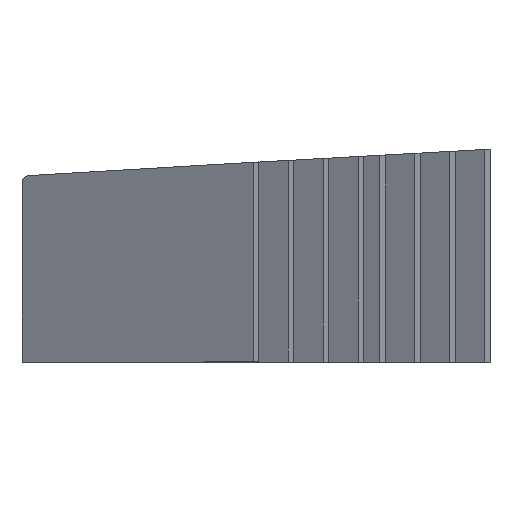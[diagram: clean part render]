
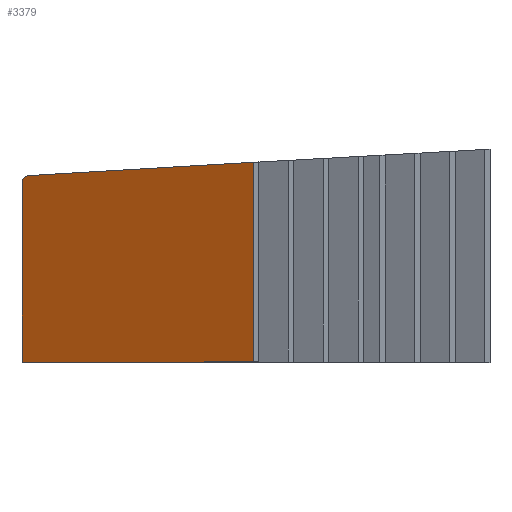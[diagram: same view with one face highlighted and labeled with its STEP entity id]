
A CAD part, top view. The second image highlights one B-rep face of the part: STEP entity #3379.
In plain terms, the highlighted planar face has unit normal (-0.526, 0, 0.851).
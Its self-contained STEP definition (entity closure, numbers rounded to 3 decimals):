
#3015 = PLANE('',#3016);
#3016 = AXIS2_PLACEMENT_3D('',#3017,#3018,#3019);
#3017 = CARTESIAN_POINT('',(5.571,-95.645,0.));
#3018 = DIRECTION('',(0.058,-0.998,0.));
#3019 = DIRECTION('',(0.,0.,-1.));
#3043 = CYLINDRICAL_SURFACE('',#3044,23.);
#3044 = AXIS2_PLACEMENT_3D('',#3045,#3046,#3047);
#3045 = CARTESIAN_POINT('',(10972.624,520.074,
    3879.716));
#3046 = DIRECTION('',(0.525,0.031,-0.85)
  );
#3047 = DIRECTION('',(-0.058,0.998,
    0.));
#3076 = PLANE('',#3077);
#3077 = AXIS2_PLACEMENT_3D('',#3078,#3079,#3080);
#3078 = CARTESIAN_POINT('',(9655.324,0.,5967.381));
#3079 = DIRECTION('',(0.851,0.,0.526));
#3080 = DIRECTION('',(0.,-1.,0.));
#3102 = PLANE('',#3103);
#3103 = AXIS2_PLACEMENT_3D('',#3104,#3105,#3106);
#3104 = CARTESIAN_POINT('',(0.,0.,-7500.));
#3105 = DIRECTION('',(0.,-1.,-0.));
#3106 = DIRECTION('',(1.,0.,0.));
#3126 = PLANE('',#3127);
#3127 = AXIS2_PLACEMENT_3D('',#3128,#3129,#3130);
#3128 = CARTESIAN_POINT('',(8612.481,-45.193,
    9172.593));
#3129 = DIRECTION('',(0.851,0.,0.526));
#3130 = DIRECTION('',(0.,-1.,0.));
#3142 = VERTEX_POINT('',#3143);
#3143 = CARTESIAN_POINT('',(11705.21,585.781,
    4168.505));
#3162 = EDGE_CURVE('',#3163,#3142,#3165,.T.);
#3163 = VERTEX_POINT('',#3164);
#3164 = CARTESIAN_POINT('',(11044.99,547.328,
    3760.462));
#3165 = SURFACE_CURVE('',#3166,(#3170,#3176),.PCURVE_S1.);
#3166 = LINE('',#3167,#3168);
#3167 = CARTESIAN_POINT('',(6188.056,264.444,
    758.68));
#3168 = VECTOR('',#3169,1.);
#3169 = DIRECTION('',(0.85,0.049,0.525)
  );
#3170 = PCURVE('',#3015,#3171);
#3171 = DEFINITIONAL_REPRESENTATION('',(#3172),#3175);
#3172 = B_SPLINE_CURVE_WITH_KNOTS('',1,(#3173,#3174),.UNSPECIFIED.,.F.,
  .F.,(2,2),(5462.784,7159.724),
  .PIECEWISE_BEZIER_KNOTS.);
#3173 = CARTESIAN_POINT('',(-3627.139,10842.043));
#3174 = CARTESIAN_POINT('',(-4518.187,12286.217));
#3175 = ( GEOMETRIC_REPRESENTATION_CONTEXT(2) 
PARAMETRIC_REPRESENTATION_CONTEXT() REPRESENTATION_CONTEXT('2D SPACE',''
  ) );
#3176 = PCURVE('',#3177,#3182);
#3177 = PLANE('',#3178);
#3178 = AXIS2_PLACEMENT_3D('',#3179,#3180,#3181);
#3179 = CARTESIAN_POINT('',(11026.393,22.278,
    3748.968));
#3180 = DIRECTION('',(-0.526,0.,0.851));
#3181 = DIRECTION('',(0.851,0.,0.526));
#3182 = DEFINITIONAL_REPRESENTATION('',(#3183),#3186);
#3183 = B_SPLINE_CURVE_WITH_KNOTS('',1,(#3184,#3185),.UNSPECIFIED.,.F.,
  .F.,(2,2),(5462.784,7159.724),
  .PIECEWISE_BEZIER_KNOTS.);
#3184 = CARTESIAN_POINT('',(-231.732,512.486));
#3185 = CARTESIAN_POINT('',(1463.129,596.458));
#3186 = ( GEOMETRIC_REPRESENTATION_CONTEXT(2) 
PARAMETRIC_REPRESENTATION_CONTEXT() REPRESENTATION_CONTEXT('2D SPACE',''
  ) );
#3213 = VERTEX_POINT('',#3214);
#3214 = CARTESIAN_POINT('',(11705.21,0.,4168.505));
#3235 = EDGE_CURVE('',#3213,#3142,#3236,.T.);
#3236 = SURFACE_CURVE('',#3237,(#3241,#3247),.PCURVE_S1.);
#3237 = LINE('',#3238,#3239);
#3238 = CARTESIAN_POINT('',(11705.21,-11.458,
    4168.505));
#3239 = VECTOR('',#3240,1.);
#3240 = DIRECTION('',(0.,1.,-0.));
#3241 = PCURVE('',#3126,#3242);
#3242 = DEFINITIONAL_REPRESENTATION('',(#3243),#3246);
#3243 = B_SPLINE_CURVE_WITH_KNOTS('',1,(#3244,#3245),.UNSPECIFIED.,.F.,
  .F.,(2,2),(-627.072,759.285),.PIECEWISE_BEZIER_KNOTS.);
#3244 = CARTESIAN_POINT('',(593.337,5882.676));
#3245 = CARTESIAN_POINT('',(-793.02,5882.676));
#3246 = ( GEOMETRIC_REPRESENTATION_CONTEXT(2) 
PARAMETRIC_REPRESENTATION_CONTEXT() REPRESENTATION_CONTEXT('2D SPACE',''
  ) );
#3247 = PCURVE('',#3177,#3248);
#3248 = DEFINITIONAL_REPRESENTATION('',(#3249),#3252);
#3249 = B_SPLINE_CURVE_WITH_KNOTS('',1,(#3250,#3251),.UNSPECIFIED.,.F.,
  .F.,(2,2),(-627.072,759.285),.PIECEWISE_BEZIER_KNOTS.);
#3250 = CARTESIAN_POINT('',(798.,-660.807));
#3251 = CARTESIAN_POINT('',(798.,725.55));
#3252 = ( GEOMETRIC_REPRESENTATION_CONTEXT(2) 
PARAMETRIC_REPRESENTATION_CONTEXT() REPRESENTATION_CONTEXT('2D SPACE',''
  ) );
#3258 = VERTEX_POINT('',#3259);
#3259 = CARTESIAN_POINT('',(11026.393,0.,3748.968));
#3280 = EDGE_CURVE('',#3258,#3213,#3281,.T.);
#3281 = SURFACE_CURVE('',#3282,(#3286,#3292),.PCURVE_S1.);
#3282 = LINE('',#3283,#3284);
#3283 = CARTESIAN_POINT('',(4521.672,0.,-271.213));
#3284 = VECTOR('',#3285,1.);
#3285 = DIRECTION('',(0.851,0.,0.526));
#3286 = PCURVE('',#3102,#3287);
#3287 = DEFINITIONAL_REPRESENTATION('',(#3288),#3291);
#3288 = B_SPLINE_CURVE_WITH_KNOTS('',1,(#3289,#3290),.UNSPECIFIED.,.F.,
  .F.,(2,2),(7566.98,8524.58),
  .PIECEWISE_BEZIER_KNOTS.);
#3289 = CARTESIAN_POINT('',(10958.511,11207.015));
#3290 = CARTESIAN_POINT('',(11773.092,11710.459));
#3291 = ( GEOMETRIC_REPRESENTATION_CONTEXT(2) 
PARAMETRIC_REPRESENTATION_CONTEXT() REPRESENTATION_CONTEXT('2D SPACE',''
  ) );
#3292 = PCURVE('',#3177,#3293);
#3293 = DEFINITIONAL_REPRESENTATION('',(#3294),#3297);
#3294 = B_SPLINE_CURVE_WITH_KNOTS('',1,(#3295,#3296),.UNSPECIFIED.,.F.,
  .F.,(2,2),(7566.98,8524.58),
  .PIECEWISE_BEZIER_KNOTS.);
#3295 = CARTESIAN_POINT('',(-79.8,-22.278));
#3296 = CARTESIAN_POINT('',(877.8,-22.278));
#3297 = ( GEOMETRIC_REPRESENTATION_CONTEXT(2) 
PARAMETRIC_REPRESENTATION_CONTEXT() REPRESENTATION_CONTEXT('2D SPACE',''
  ) );
#3303 = VERTEX_POINT('',#3304);
#3304 = CARTESIAN_POINT('',(11026.393,524.345,
    3748.968));
#3325 = EDGE_CURVE('',#3258,#3303,#3326,.T.);
#3326 = SURFACE_CURVE('',#3327,(#3331,#3337),.PCURVE_S1.);
#3327 = LINE('',#3328,#3329);
#3328 = CARTESIAN_POINT('',(11026.393,11.139,
    3748.968));
#3329 = VECTOR('',#3330,1.);
#3330 = DIRECTION('',(0.,1.,-0.));
#3331 = PCURVE('',#3076,#3332);
#3332 = DEFINITIONAL_REPRESENTATION('',(#3333),#3336);
#3333 = B_SPLINE_CURVE_WITH_KNOTS('',1,(#3334,#3335),.UNSPECIFIED.,.F.,
  .F.,(2,2),(-617.978,664.095),.PIECEWISE_BEZIER_KNOTS.);
#3334 = CARTESIAN_POINT('',(606.839,2607.909));
#3335 = CARTESIAN_POINT('',(-675.234,2607.909));
#3336 = ( GEOMETRIC_REPRESENTATION_CONTEXT(2) 
PARAMETRIC_REPRESENTATION_CONTEXT() REPRESENTATION_CONTEXT('2D SPACE',''
  ) );
#3337 = PCURVE('',#3177,#3338);
#3338 = DEFINITIONAL_REPRESENTATION('',(#3339),#3342);
#3339 = B_SPLINE_CURVE_WITH_KNOTS('',1,(#3340,#3341),.UNSPECIFIED.,.F.,
  .F.,(2,2),(-617.978,664.095),.PIECEWISE_BEZIER_KNOTS.);
#3340 = CARTESIAN_POINT('',(0.,-629.117));
#3341 = CARTESIAN_POINT('',(0.,652.956));
#3342 = ( GEOMETRIC_REPRESENTATION_CONTEXT(2) 
PARAMETRIC_REPRESENTATION_CONTEXT() REPRESENTATION_CONTEXT('2D SPACE',''
  ) );
#3349 = EDGE_CURVE('',#3163,#3303,#3350,.T.);
#3350 = SURFACE_CURVE('',#3351,(#3356,#3369),.PCURVE_S1.);
#3351 = ELLIPSE('',#3352,23.011,23.);
#3352 = AXIS2_PLACEMENT_3D('',#3353,#3354,#3355);
#3353 = CARTESIAN_POINT('',(11045.958,524.345,
    3761.06));
#3354 = DIRECTION('',(-0.526,0.,0.851)
  );
#3355 = DIRECTION('',(0.,1.,0.));
#3356 = PCURVE('',#3043,#3357);
#3357 = DEFINITIONAL_REPRESENTATION('',(#3358),#3368);
#3358 = B_SPLINE_CURVE_WITH_KNOTS('',8,(#3359,#3360,#3361,#3362,#3363,
    #3364,#3365,#3366,#3367),.UNSPECIFIED.,.F.,.F.,(9,9),(
    0.049,1.571),.PIECEWISE_BEZIER_KNOTS.);
#3359 = CARTESIAN_POINT('',(0.,140.258));
#3360 = CARTESIAN_POINT('',(-0.19,140.251));
#3361 = CARTESIAN_POINT('',(-0.38,140.215));
#3362 = CARTESIAN_POINT('',(-0.57,140.151));
#3363 = CARTESIAN_POINT('',(-0.761,140.061));
#3364 = CARTESIAN_POINT('',(-0.951,139.949));
#3365 = CARTESIAN_POINT('',(-1.141,139.822));
#3366 = CARTESIAN_POINT('',(-1.331,139.688));
#3367 = CARTESIAN_POINT('',(-1.521,139.554));
#3368 = ( GEOMETRIC_REPRESENTATION_CONTEXT(2) 
PARAMETRIC_REPRESENTATION_CONTEXT() REPRESENTATION_CONTEXT('2D SPACE',''
  ) );
#3369 = PCURVE('',#3177,#3370);
#3370 = DEFINITIONAL_REPRESENTATION('',(#3371),#3375);
#3371 = ELLIPSE('',#3372,23.011,23.);
#3372 = AXIS2_PLACEMENT_2D('',#3373,#3374);
#3373 = CARTESIAN_POINT('',(23.,502.068));
#3374 = DIRECTION('',(0.,1.));
#3375 = ( GEOMETRIC_REPRESENTATION_CONTEXT(2) 
PARAMETRIC_REPRESENTATION_CONTEXT() REPRESENTATION_CONTEXT('2D SPACE',''
  ) );
#3379 = ADVANCED_FACE('',(#3380),#3177,.T.);
#3380 = FACE_BOUND('',#3381,.T.);
#3381 = EDGE_LOOP('',(#3382,#3383,#3384,#3385,#3386));
#3382 = ORIENTED_EDGE('',*,*,#3162,.F.);
#3383 = ORIENTED_EDGE('',*,*,#3349,.T.);
#3384 = ORIENTED_EDGE('',*,*,#3325,.F.);
#3385 = ORIENTED_EDGE('',*,*,#3280,.T.);
#3386 = ORIENTED_EDGE('',*,*,#3235,.T.);
